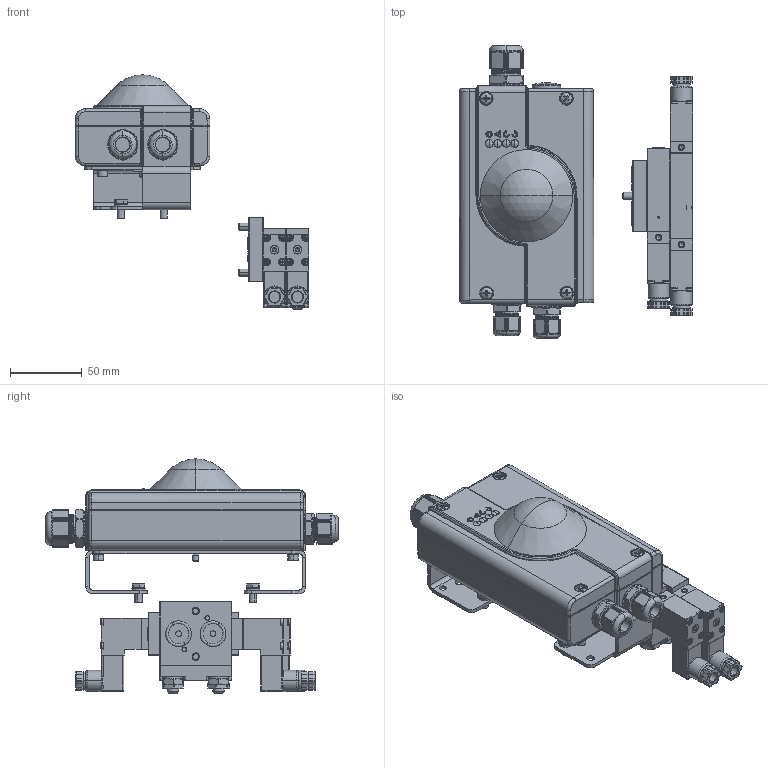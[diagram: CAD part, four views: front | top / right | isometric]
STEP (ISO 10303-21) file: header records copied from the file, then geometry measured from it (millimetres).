
FILE_DESCRIPTION(('HOOPS Exchange Step'),'2;1');
FILE_NAME('60102126_Magnetventilgruppe zu PN2-S-S.stp','2024-12-16T14:46:32+01:00',('nieru'),('Unknown organisation'),'HOOPS Exchange 2024.2','HOOPS Exchange','Unknown authorisation');
FILE_SCHEMA( ('AP203_CONFIGURATION_CONTROLLED_3D_DESIGN_OF_MECHANICAL_PARTS_AND_ASSEMBLIES_MIM_LF') );
Length unit declared in the file: millimetre
Products named in the file (3): 0; root
Assembly tree (2 placements, depth 2):
  root
    0
    0
Bounding box: 163.5 x 204.63 x 163.73 mm (x, y, z)
Volume: 847309.7 mm3; surface area: 211759 mm2
Topology: 87 solids, 87 shells, 3521 faces, 8785 edges, 5434 vertices
Faces by surface type: plane 1526, cylinder 1033, torus 318, bspline 301, cone 216, sphere 127
Full cylindrical faces by diameter (mm): 1.2 x2, 1.85 x1, 2.459 x3, 3.8 x1, 4.5 x12, 6.5 x3, 8 x1, 8.566 x1, 10 x1, 15.487 x6, 16 x1, 19.358 x3, 54 x1, 56.5 x1
Entity records: 153819 total; most frequent: CARTESIAN_POINT 72596, ORIENTED_EDGE 17264, DIRECTION 16421, EDGE_CURVE 8632, AXIS2_PLACEMENT_3D 6226, VERTEX_POINT 5434, VECTOR 3969, LINE 3969
